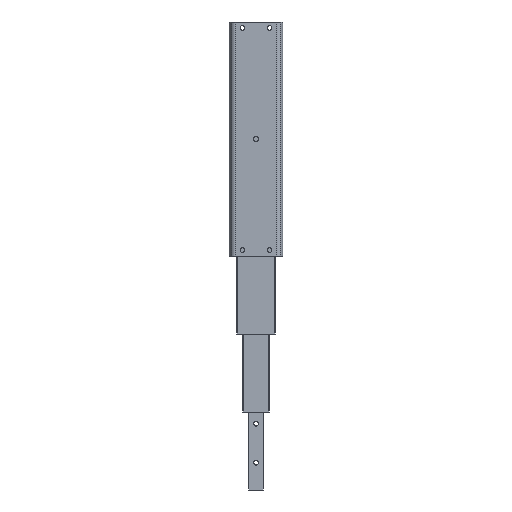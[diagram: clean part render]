
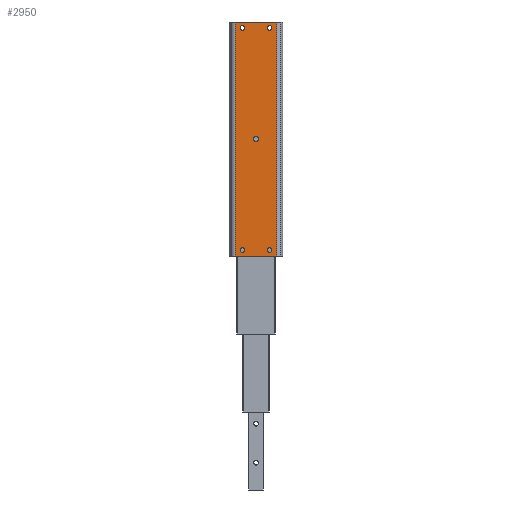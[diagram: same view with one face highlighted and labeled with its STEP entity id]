
A CAD part, left-side view. The second image highlights one B-rep face of the part: STEP entity #2950.
In plain terms, the highlighted planar face has unit normal (-1, 0, 0).
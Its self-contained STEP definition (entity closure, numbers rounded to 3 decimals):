
#51 = ORIENTED_EDGE ( 'NONE', *, *, #3104, .T. ) ;
#54 = ORIENTED_EDGE ( 'NONE', *, *, #698, .T. ) ;
#58 = ORIENTED_EDGE ( 'NONE', *, *, #692, .T. ) ;
#68 = ORIENTED_EDGE ( 'NONE', *, *, #3140, .T. ) ;
#70 = ORIENTED_EDGE ( 'NONE', *, *, #733, .T. ) ;
#74 = ORIENTED_EDGE ( 'NONE', *, *, #720, .T. ) ;
#78 = ORIENTED_EDGE ( 'NONE', *, *, #712, .F. ) ;
#85 = ORIENTED_EDGE ( 'NONE', *, *, #3040, .T. ) ;
#87 = ORIENTED_EDGE ( 'NONE', *, *, #612, .T. ) ;
#109 = ORIENTED_EDGE ( 'NONE', *, *, #701, .F. ) ;
#238 = ORIENTED_EDGE ( 'NONE', *, *, #639, .T. ) ;
#268 = ORIENTED_EDGE ( 'NONE', *, *, #688, .T. ) ;
#288 = ORIENTED_EDGE ( 'NONE', *, *, #658, .T. ) ;
#289 = ORIENTED_EDGE ( 'NONE', *, *, #3027, .T. ) ;
#321 = AXIS2_PLACEMENT_3D ( 'NONE', #4144, #3977, #3971 ) ;
#329 = AXIS2_PLACEMENT_3D ( 'NONE', #3860, #3824, #3825 ) ;
#339 = AXIS2_PLACEMENT_3D ( 'NONE', #3742, #3773, #3717 ) ;
#347 = AXIS2_PLACEMENT_3D ( 'NONE', #3758, #3974, #4060 ) ;
#348 = AXIS2_PLACEMENT_3D ( 'NONE', #3880, #3721, #4094 ) ;
#359 = AXIS2_PLACEMENT_3D ( 'NONE', #3575, #3543, #3530 ) ;
#447 = AXIS2_PLACEMENT_3D ( 'NONE', #2058, #2062, #2063 ) ;
#458 = AXIS2_PLACEMENT_3D ( 'NONE', #1796, #1799, #1800 ) ;
#473 = AXIS2_PLACEMENT_3D ( 'NONE', #2012, #2023, #2024 ) ;
#532 = AXIS2_PLACEMENT_3D ( 'NONE', #2526, #2534, #2535 ) ;
#612 = EDGE_CURVE ( 'NONE', #3961, #4051, #1107, .T. ) ;
#639 = EDGE_CURVE ( 'NONE', #3809, #3725, #1147, .T. ) ;
#658 = EDGE_CURVE ( 'NONE', #3710, #3960, #1176, .T. ) ;
#688 = EDGE_CURVE ( 'NONE', #3991, #3700, #1217, .T. ) ;
#692 = EDGE_CURVE ( 'NONE', #3725, #3809, #1230, .T. ) ;
#698 = EDGE_CURVE ( 'NONE', #3866, #3727, #1239, .T. ) ;
#701 = EDGE_CURVE ( 'NONE', #3884, #3987, #1233, .T. ) ;
#712 = EDGE_CURVE ( 'NONE', #3987, #3700, #1238, .T. ) ;
#720 = EDGE_CURVE ( 'NONE', #4016, #3705, #1276, .T. ) ;
#733 = EDGE_CURVE ( 'NONE', #4051, #3961, #1296, .T. ) ;
#863 = AXIS2_PLACEMENT_3D ( 'NONE', #3779, #3765, #3764 ) ;
#1009 = EDGE_LOOP ( 'NONE', ( #74, #51 ) ) ;
#1014 = EDGE_LOOP ( 'NONE', ( #289, #288 ) ) ;
#1023 = EDGE_LOOP ( 'NONE', ( #70, #87 ) ) ;
#1026 = EDGE_LOOP ( 'NONE', ( #54, #68 ) ) ;
#1029 = EDGE_LOOP ( 'NONE', ( #58, #238 ) ) ;
#1030 = EDGE_LOOP ( 'NONE', ( #268, #78, #109, #85 ) ) ;
#1107 = CIRCLE ( 'NONE', #863, 3. ) ;
#1147 = CIRCLE ( 'NONE', #321, 3. ) ;
#1176 = CIRCLE ( 'NONE', #329, 3. ) ;
#1213 = VECTOR ( 'NONE', #4028, 1000. ) ;
#1217 = LINE ( 'NONE', #3964, #1213 ) ;
#1229 = VECTOR ( 'NONE', #3689, 1000. ) ;
#1230 = CIRCLE ( 'NONE', #339, 3. ) ;
#1233 = LINE ( 'NONE', #3922, #1240 ) ;
#1238 = LINE ( 'NONE', #4059, #1229 ) ;
#1239 = CIRCLE ( 'NONE', #347, 3. ) ;
#1240 = VECTOR ( 'NONE', #3918, 1000. ) ;
#1276 = CIRCLE ( 'NONE', #348, 3. ) ;
#1296 = CIRCLE ( 'NONE', #359, 3. ) ;
#1796 = CARTESIAN_POINT ( 'NONE',  ( 0., 26.848, 300. ) ) ;
#1797 = PLANE ( 'NONE',  #458 ) ;
#1799 = DIRECTION ( 'NONE',  ( 1., 0., 0. ) ) ;
#1800 = DIRECTION ( 'NONE',  ( 0., 0., -1. ) ) ;
#2012 = CARTESIAN_POINT ( 'NONE',  ( 0., 0., 150. ) ) ;
#2023 = DIRECTION ( 'NONE',  ( 1., 0., 0. ) ) ;
#2024 = DIRECTION ( 'NONE',  ( 0., 0., -1. ) ) ;
#2042 = CARTESIAN_POINT ( 'NONE',  ( 0., 26.848, 300. ) ) ;
#2043 = DIRECTION ( 'NONE',  ( 0., 0., -1. ) ) ;
#2058 = CARTESIAN_POINT ( 'NONE',  ( 0., -17.5, 292.5 ) ) ;
#2062 = DIRECTION ( 'NONE',  ( 1., 0., 0. ) ) ;
#2063 = DIRECTION ( 'NONE',  ( 0., 0., 1. ) ) ;
#2198 = FACE_BOUND ( 'NONE', #1009, .T. ) ;
#2200 = FACE_OUTER_BOUND ( 'NONE', #1030, .T. ) ;
#2201 = FACE_BOUND ( 'NONE', #1026, .T. ) ;
#2203 = FACE_BOUND ( 'NONE', #1014, .T. ) ;
#2205 = FACE_BOUND ( 'NONE', #1023, .T. ) ;
#2207 = FACE_BOUND ( 'NONE', #1029, .T. ) ;
#2309 = CIRCLE ( 'NONE', #473, 3. ) ;
#2323 = LINE ( 'NONE', #2042, #2324 ) ;
#2324 = VECTOR ( 'NONE', #2043, 1000. ) ;
#2338 = CIRCLE ( 'NONE', #447, 3. ) ;
#2394 = CIRCLE ( 'NONE', #532, 3. ) ;
#2526 = CARTESIAN_POINT ( 'NONE',  ( 0., 17.5, 7.5 ) ) ;
#2534 = DIRECTION ( 'NONE',  ( 1., 0., 0. ) ) ;
#2535 = DIRECTION ( 'NONE',  ( 0., 0., -1. ) ) ;
#2608 = CARTESIAN_POINT ( 'NONE',  ( 0., -26.848, 0. ) ) ;
#2612 = CARTESIAN_POINT ( 'NONE',  ( 0., -17.5, 295.5 ) ) ;
#2615 = CARTESIAN_POINT ( 'NONE',  ( 0., 0., 153. ) ) ;
#2626 = CARTESIAN_POINT ( 'NONE',  ( 0., -17.5, 4.5 ) ) ;
#2627 = CARTESIAN_POINT ( 'NONE',  ( 0., 17.5, 10.5 ) ) ;
#2662 = CARTESIAN_POINT ( 'NONE',  ( 0., -17.5, 10.5 ) ) ;
#2684 = CARTESIAN_POINT ( 'NONE',  ( 0., 17.5, 4.5 ) ) ;
#2691 = CARTESIAN_POINT ( 'NONE',  ( 0., 26.848, 300. ) ) ;
#2713 = CARTESIAN_POINT ( 'NONE',  ( 0., 0., 147. ) ) ;
#2714 = CARTESIAN_POINT ( 'NONE',  ( 0., 17.5, 295.5 ) ) ;
#2726 = CARTESIAN_POINT ( 'NONE',  ( 0., -26.848, 300. ) ) ;
#2727 = CARTESIAN_POINT ( 'NONE',  ( 0., 26.848, 0. ) ) ;
#2734 = CARTESIAN_POINT ( 'NONE',  ( 0., -17.5, 289.5 ) ) ;
#2749 = CARTESIAN_POINT ( 'NONE',  ( 0., 17.5, 289.5 ) ) ;
#2950 = ADVANCED_FACE ( 'NONE', ( #2198, #2203, #2205, #2207, #2201, #2200 ), #1797, .F. ) ;
#3027 = EDGE_CURVE ( 'NONE', #3960, #3710, #2309, .T. ) ;
#3040 = EDGE_CURVE ( 'NONE', #3884, #3991, #2323, .T. ) ;
#3104 = EDGE_CURVE ( 'NONE', #3705, #4016, #2338, .T. ) ;
#3140 = EDGE_CURVE ( 'NONE', #3727, #3866, #2394, .T. ) ;
#3530 = DIRECTION ( 'NONE',  ( 0., 0., -1. ) ) ;
#3543 = DIRECTION ( 'NONE',  ( 1., 0., 0. ) ) ;
#3575 = CARTESIAN_POINT ( 'NONE',  ( 0., 17.5, 292.5 ) ) ;
#3689 = DIRECTION ( 'NONE',  ( 0., 0., -1. ) ) ;
#3700 = VERTEX_POINT ( 'NONE', #2608 ) ;
#3705 = VERTEX_POINT ( 'NONE', #2612 ) ;
#3710 = VERTEX_POINT ( 'NONE', #2615 ) ;
#3717 = DIRECTION ( 'NONE',  ( 0., 0., 1. ) ) ;
#3721 = DIRECTION ( 'NONE',  ( 1., 0., 0. ) ) ;
#3725 = VERTEX_POINT ( 'NONE', #2626 ) ;
#3727 = VERTEX_POINT ( 'NONE', #2627 ) ;
#3742 = CARTESIAN_POINT ( 'NONE',  ( 0., -17.5, 7.5 ) ) ;
#3758 = CARTESIAN_POINT ( 'NONE',  ( 0., 17.5, 7.5 ) ) ;
#3764 = DIRECTION ( 'NONE',  ( 0., 0., -1. ) ) ;
#3765 = DIRECTION ( 'NONE',  ( 1., 0., 0. ) ) ;
#3773 = DIRECTION ( 'NONE',  ( 1., 0., 0. ) ) ;
#3779 = CARTESIAN_POINT ( 'NONE',  ( 0., 17.5, 292.5 ) ) ;
#3809 = VERTEX_POINT ( 'NONE', #2662 ) ;
#3824 = DIRECTION ( 'NONE',  ( 1., 0., 0. ) ) ;
#3825 = DIRECTION ( 'NONE',  ( 0., 0., -1. ) ) ;
#3860 = CARTESIAN_POINT ( 'NONE',  ( 0., 0., 150. ) ) ;
#3866 = VERTEX_POINT ( 'NONE', #2684 ) ;
#3880 = CARTESIAN_POINT ( 'NONE',  ( 0., -17.5, 292.5 ) ) ;
#3884 = VERTEX_POINT ( 'NONE', #2691 ) ;
#3918 = DIRECTION ( 'NONE',  ( 0., -1., 0. ) ) ;
#3922 = CARTESIAN_POINT ( 'NONE',  ( 0., 26.848, 300. ) ) ;
#3960 = VERTEX_POINT ( 'NONE', #2713 ) ;
#3961 = VERTEX_POINT ( 'NONE', #2714 ) ;
#3964 = CARTESIAN_POINT ( 'NONE',  ( 0., 26.848, 0. ) ) ;
#3971 = DIRECTION ( 'NONE',  ( 0., 0., 1. ) ) ;
#3974 = DIRECTION ( 'NONE',  ( 1., 0., 0. ) ) ;
#3977 = DIRECTION ( 'NONE',  ( 1., 0., 0. ) ) ;
#3987 = VERTEX_POINT ( 'NONE', #2726 ) ;
#3991 = VERTEX_POINT ( 'NONE', #2727 ) ;
#4016 = VERTEX_POINT ( 'NONE', #2734 ) ;
#4028 = DIRECTION ( 'NONE',  ( 0., -1., 0. ) ) ;
#4051 = VERTEX_POINT ( 'NONE', #2749 ) ;
#4059 = CARTESIAN_POINT ( 'NONE',  ( 0., -26.848, 300. ) ) ;
#4060 = DIRECTION ( 'NONE',  ( 0., 0., -1. ) ) ;
#4094 = DIRECTION ( 'NONE',  ( 0., 0., 1. ) ) ;
#4144 = CARTESIAN_POINT ( 'NONE',  ( 0., -17.5, 7.5 ) ) ;
